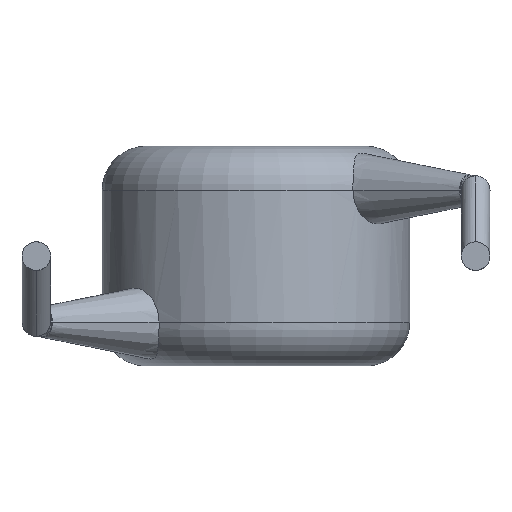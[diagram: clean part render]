
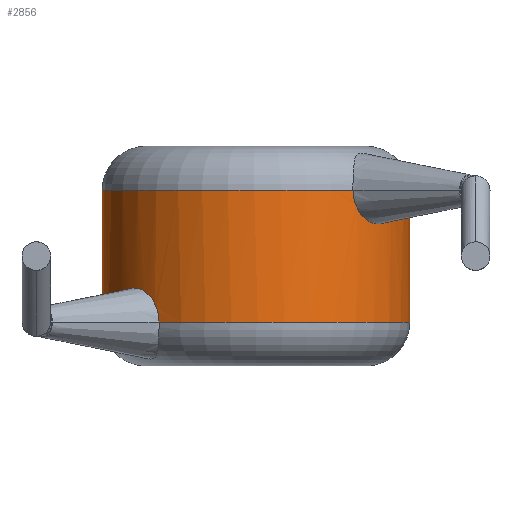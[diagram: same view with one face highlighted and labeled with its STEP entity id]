
A CAD part, front view. The second image highlights one B-rep face of the part: STEP entity #2856.
In plain terms, the highlighted cylindrical face has radius 3.5 mm (diameter 7 mm), a partial arc.
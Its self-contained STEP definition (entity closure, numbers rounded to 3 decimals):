
#63 = CARTESIAN_POINT ( 'NONE',  ( 2.883, -1.994, 3.23 ) ) ;
#72 = CARTESIAN_POINT ( 'NONE',  ( 2.206, -2.717, 3.897 ) ) ;
#91 = ORIENTED_EDGE ( 'NONE', *, *, #1513, .T. ) ;
#103 = VERTEX_POINT ( 'NONE', #4219 ) ;
#120 = CARTESIAN_POINT ( 'NONE',  ( -3.171, -1.482, 1. ) ) ;
#142 = CARTESIAN_POINT ( 'NONE',  ( -3.171, -1.482, 1.206 ) ) ;
#157 = CARTESIAN_POINT ( 'NONE',  ( -2.285, -2.651, 1.391 ) ) ;
#190 = CARTESIAN_POINT ( 'NONE',  ( -2.883, -1.994, 1.77 ) ) ;
#216 = ORIENTED_EDGE ( 'NONE', *, *, #1113, .T. ) ;
#229 = DIRECTION ( 'NONE',  ( 0., 0., 1. ) ) ;
#273 = B_SPLINE_CURVE_WITH_KNOTS ( 'NONE', 3,
 ( #3964, #72, #3639, #696, #4005, #3023, #717, #63, #671, #1680, #381, #3007 ),
 .UNSPECIFIED., .F., .F.,
 ( 4, 2, 2, 2, 2, 4 ),
 ( 0., 0., 0.001, 0.001, 0.002, 0.002 ),
 .UNSPECIFIED. ) ;
#320 = DIRECTION ( 'NONE',  ( -1., 0., 0. ) ) ;
#381 = CARTESIAN_POINT ( 'NONE',  ( 3.171, -1.482, 3.794 ) ) ;
#475 = DIRECTION ( 'NONE',  ( 1., 0., 0. ) ) ;
#490 = CARTESIAN_POINT ( 'NONE',  ( -2.492, -2.462, 1.687 ) ) ;
#503 = CARTESIAN_POINT ( 'NONE',  ( -2.992, -1.822, 1.689 ) ) ;
#550 = VERTEX_POINT ( 'NONE', #2216 ) ;
#654 = FACE_OUTER_BOUND ( 'NONE', #4113, .T. ) ;
#671 = CARTESIAN_POINT ( 'NONE',  ( 2.992, -1.822, 3.311 ) ) ;
#696 = CARTESIAN_POINT ( 'NONE',  ( 2.285, -2.651, 3.609 ) ) ;
#717 = CARTESIAN_POINT ( 'NONE',  ( 2.633, -2.315, 3.231 ) ) ;
#733 = EDGE_CURVE ( 'NONE', #939, #934, #4209, .T. ) ;
#814 = VERTEX_POINT ( 'NONE', #2092 ) ;
#895 = CIRCLE ( 'NONE', #3154, 3.5 ) ;
#934 = VERTEX_POINT ( 'NONE', #120 ) ;
#939 = VERTEX_POINT ( 'NONE', #3070 ) ;
#1004 = EDGE_CURVE ( 'NONE', #3735, #939, #3933, .T. ) ;
#1098 = DIRECTION ( 'NONE',  ( 1., 0., 0. ) ) ;
#1113 = EDGE_CURVE ( 'NONE', #103, #814, #3626, .T. ) ;
#1125 = DIRECTION ( 'NONE',  ( 0., 0., -1. ) ) ;
#1133 = CARTESIAN_POINT ( 'NONE',  ( -2.633, -2.315, 1.769 ) ) ;
#1148 = ORIENTED_EDGE ( 'NONE', *, *, #1004, .T. ) ;
#1369 = ORIENTED_EDGE ( 'NONE', *, *, #1446, .F. ) ;
#1446 = EDGE_CURVE ( 'NONE', #3493, #814, #273, .T. ) ;
#1452 = DIRECTION ( 'NONE',  ( 1., 0., 0. ) ) ;
#1484 = CARTESIAN_POINT ( 'NONE',  ( -2.331, -2.612, 1.476 ) ) ;
#1513 = EDGE_CURVE ( 'NONE', #3493, #3735, #3596, .T. ) ;
#1517 = CARTESIAN_POINT ( 'NONE',  ( -2.206, -2.717, 1.103 ) ) ;
#1521 = CARTESIAN_POINT ( 'NONE',  ( 3.5, 0., 5. ) ) ;
#1680 = CARTESIAN_POINT ( 'NONE',  ( 3.135, -1.563, 3.595 ) ) ;
#1737 = CARTESIAN_POINT ( 'NONE',  ( -3.5, 0., 5. ) ) ;
#1812 = CARTESIAN_POINT ( 'NONE',  ( -3.5, 0., 4. ) ) ;
#2075 = DIRECTION ( 'NONE',  ( 0., 0., -1. ) ) ;
#2092 = CARTESIAN_POINT ( 'NONE',  ( 3.171, -1.482, 4. ) ) ;
#2216 = CARTESIAN_POINT ( 'NONE',  ( -2.206, -2.717, 1. ) ) ;
#2221 = CARTESIAN_POINT ( 'NONE',  ( 0., 0., 5. ) ) ;
#2460 = EDGE_CURVE ( 'NONE', #550, #2812, #895, .T. ) ;
#2468 = AXIS2_PLACEMENT_3D ( 'NONE', #3410, #3061, #475 ) ;
#2660 = VECTOR ( 'NONE', #2814, 1000. ) ;
#2706 = CARTESIAN_POINT ( 'NONE',  ( 2.206, -2.717, 4. ) ) ;
#2723 = DIRECTION ( 'NONE',  ( 0., 0., -1. ) ) ;
#2794 = CARTESIAN_POINT ( 'NONE',  ( -2.223, -2.704, 1.204 ) ) ;
#2809 = CARTESIAN_POINT ( 'NONE',  ( -3.135, -1.563, 1.405 ) ) ;
#2812 = VERTEX_POINT ( 'NONE', #4110 ) ;
#2814 = DIRECTION ( 'NONE',  ( 0., 0., -1. ) ) ;
#2828 = AXIS2_PLACEMENT_3D ( 'NONE', #2221, #4220, #320 ) ;
#2849 = CARTESIAN_POINT ( 'NONE',  ( -2.206, -2.717, 1. ) ) ;
#2856 = ADVANCED_FACE ( 'NONE', ( #654 ), #3853, .T. ) ;
#2937 = EDGE_CURVE ( 'NONE', #103, #2812, #3079, .T. ) ;
#3007 = CARTESIAN_POINT ( 'NONE',  ( 3.171, -1.482, 4. ) ) ;
#3023 = CARTESIAN_POINT ( 'NONE',  ( 2.492, -2.462, 3.313 ) ) ;
#3049 = CARTESIAN_POINT ( 'NONE',  ( 0., 0., 4. ) ) ;
#3061 = DIRECTION ( 'NONE',  ( 0., 0., 1. ) ) ;
#3070 = CARTESIAN_POINT ( 'NONE',  ( -3.5, 0., 1. ) ) ;
#3079 = LINE ( 'NONE', #1521, #2660 ) ;
#3150 = CARTESIAN_POINT ( 'NONE',  ( 0., 0., 4. ) ) ;
#3154 = AXIS2_PLACEMENT_3D ( 'NONE', #3474, #229, #4143 ) ;
#3254 = AXIS2_PLACEMENT_3D ( 'NONE', #3150, #1125, #1452 ) ;
#3276 = B_SPLINE_CURVE_WITH_KNOTS ( 'NONE', 3,
 ( #2849, #1517, #2794, #157, #1484, #490, #1133, #190, #503, #2809, #142, #3795 ),
 .UNSPECIFIED., .F., .F.,
 ( 4, 2, 2, 2, 2, 4 ),
 ( 0., 0., 0.001, 0.001, 0.002, 0.002 ),
 .UNSPECIFIED. ) ;
#3346 = ORIENTED_EDGE ( 'NONE', *, *, #3695, .F. ) ;
#3410 = CARTESIAN_POINT ( 'NONE',  ( 0., 0., 1. ) ) ;
#3417 = AXIS2_PLACEMENT_3D ( 'NONE', #3049, #2075, #1098 ) ;
#3474 = CARTESIAN_POINT ( 'NONE',  ( 0., 0., 1. ) ) ;
#3482 = ORIENTED_EDGE ( 'NONE', *, *, #2937, .F. ) ;
#3493 = VERTEX_POINT ( 'NONE', #2706 ) ;
#3576 = VECTOR ( 'NONE', #2723, 1000. ) ;
#3596 = CIRCLE ( 'NONE', #3417, 3.5 ) ;
#3626 = CIRCLE ( 'NONE', #3254, 3.5 ) ;
#3639 = CARTESIAN_POINT ( 'NONE',  ( 2.223, -2.704, 3.796 ) ) ;
#3695 = EDGE_CURVE ( 'NONE', #550, #934, #3276, .T. ) ;
#3735 = VERTEX_POINT ( 'NONE', #1812 ) ;
#3795 = CARTESIAN_POINT ( 'NONE',  ( -3.171, -1.482, 1. ) ) ;
#3853 = CYLINDRICAL_SURFACE ( 'NONE', #2828, 3.5 ) ;
#3933 = LINE ( 'NONE', #1737, #3576 ) ;
#3964 = CARTESIAN_POINT ( 'NONE',  ( 2.206, -2.717, 4. ) ) ;
#4005 = CARTESIAN_POINT ( 'NONE',  ( 2.331, -2.612, 3.524 ) ) ;
#4106 = ORIENTED_EDGE ( 'NONE', *, *, #733, .T. ) ;
#4110 = CARTESIAN_POINT ( 'NONE',  ( 3.5, 0., 1. ) ) ;
#4113 = EDGE_LOOP ( 'NONE', ( #3482, #216, #1369, #91, #1148, #4106, #3346, #4151 ) ) ;
#4143 = DIRECTION ( 'NONE',  ( 1., 0., 0. ) ) ;
#4151 = ORIENTED_EDGE ( 'NONE', *, *, #2460, .T. ) ;
#4209 = CIRCLE ( 'NONE', #2468, 3.5 ) ;
#4219 = CARTESIAN_POINT ( 'NONE',  ( 3.5, 0., 4. ) ) ;
#4220 = DIRECTION ( 'NONE',  ( 0., 0., -1. ) ) ;
